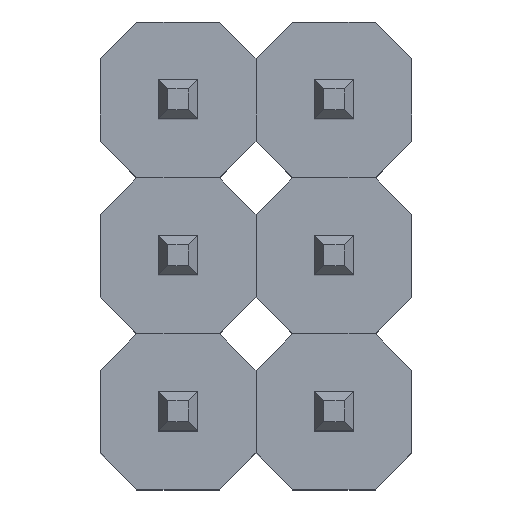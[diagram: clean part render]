
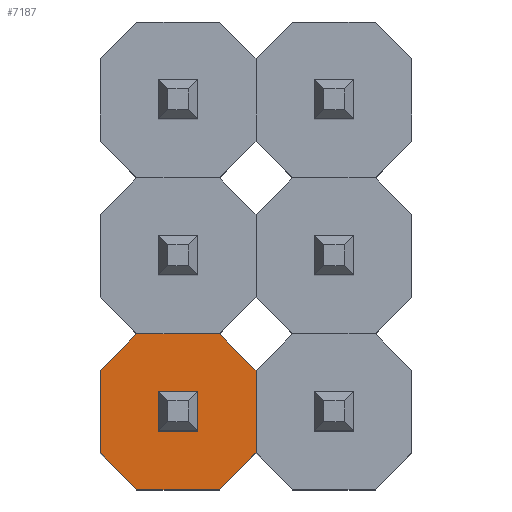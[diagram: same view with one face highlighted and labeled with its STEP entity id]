
A CAD part, top view. The second image highlights one B-rep face of the part: STEP entity #7187.
In plain terms, the highlighted planar face has unit normal (0, 0, 1).
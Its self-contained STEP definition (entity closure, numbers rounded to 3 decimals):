
#163 = ORIENTED_EDGE ( 'NONE', *, *, #1557, .T. ) ;
#338 = CARTESIAN_POINT ( 'NONE',  ( 0., -4.48, 2.5 ) ) ;
#364 = CARTESIAN_POINT ( 'NONE',  ( -0.6, -2.54, 2.5 ) ) ;
#492 = ORIENTED_EDGE ( 'NONE', *, *, #893, .T. ) ;
#644 = ORIENTED_EDGE ( 'NONE', *, *, #4065, .T. ) ;
#645 = DIRECTION ( 'NONE',  ( -0.707, 0.707, 0. ) ) ;
#692 = CARTESIAN_POINT ( 'NONE',  ( -2.54, -4.48, 2.5 ) ) ;
#765 = EDGE_LOOP ( 'NONE', ( #163, #3797, #6761, #492 ) ) ;
#820 = VERTEX_POINT ( 'NONE', #5794 ) ;
#893 = EDGE_CURVE ( 'NONE', #1680, #5546, #5311, .T. ) ;
#952 = VECTOR ( 'NONE', #5378, 1000. ) ;
#956 = FACE_BOUND ( 'NONE', #765, .T. ) ;
#1127 = CARTESIAN_POINT ( 'NONE',  ( 0., -3.14, 2.5 ) ) ;
#1346 = DIRECTION ( 'NONE',  ( 0.707, 0.707, 0. ) ) ;
#1378 = VECTOR ( 'NONE', #3492, 1000. ) ;
#1395 = DIRECTION ( 'NONE',  ( 0., 1., 0. ) ) ;
#1419 = CARTESIAN_POINT ( 'NONE',  ( -1.94, -5.08, 2.5 ) ) ;
#1429 = ORIENTED_EDGE ( 'NONE', *, *, #3459, .T. ) ;
#1511 = VERTEX_POINT ( 'NONE', #338 ) ;
#1557 = EDGE_CURVE ( 'NONE', #5546, #820, #3089, .T. ) ;
#1640 = CARTESIAN_POINT ( 'NONE',  ( -2.54, -3.14, 2.5 ) ) ;
#1680 = VERTEX_POINT ( 'NONE', #2340 ) ;
#1844 = LINE ( 'NONE', #1960, #2438 ) ;
#1853 = EDGE_CURVE ( 'NONE', #2087, #1511, #1844, .T. ) ;
#1960 = CARTESIAN_POINT ( 'NONE',  ( 0., -4.48, 2.5 ) ) ;
#2069 = DIRECTION ( 'NONE',  ( -1., 0., 0. ) ) ;
#2087 = VERTEX_POINT ( 'NONE', #6741 ) ;
#2103 = VERTEX_POINT ( 'NONE', #1640 ) ;
#2177 = LINE ( 'NONE', #3407, #4695 ) ;
#2265 = LINE ( 'NONE', #5036, #5507 ) ;
#2340 = CARTESIAN_POINT ( 'NONE',  ( -1.59, -4.13, 2.5 ) ) ;
#2438 = VECTOR ( 'NONE', #1346, 1000. ) ;
#2514 = DIRECTION ( 'NONE',  ( 0., 0., -1. ) ) ;
#2609 = VECTOR ( 'NONE', #4204, 1000. ) ;
#2694 = EDGE_CURVE ( 'NONE', #2103, #5687, #6851, .T. ) ;
#2736 = VECTOR ( 'NONE', #5869, 1000. ) ;
#2768 = EDGE_CURVE ( 'NONE', #4076, #4828, #3854, .T. ) ;
#2828 = ORIENTED_EDGE ( 'NONE', *, *, #2694, .T. ) ;
#2979 = CARTESIAN_POINT ( 'NONE',  ( -1.27, -3.49, 2.5 ) ) ;
#3089 = LINE ( 'NONE', #2979, #5156 ) ;
#3094 = CARTESIAN_POINT ( 'NONE',  ( -1.59, -3.81, 2.5 ) ) ;
#3099 = VERTEX_POINT ( 'NONE', #1127 ) ;
#3147 = PLANE ( 'NONE',  #6393 ) ;
#3160 = EDGE_CURVE ( 'NONE', #3099, #4076, #2177, .T. ) ;
#3180 = EDGE_CURVE ( 'NONE', #4828, #2103, #6771, .T. ) ;
#3209 = ORIENTED_EDGE ( 'NONE', *, *, #3180, .T. ) ;
#3250 = EDGE_CURVE ( 'NONE', #5941, #1680, #4153, .T. ) ;
#3375 = VECTOR ( 'NONE', #1395, 1000. ) ;
#3407 = CARTESIAN_POINT ( 'NONE',  ( -0.6, -2.54, 2.5 ) ) ;
#3446 = CARTESIAN_POINT ( 'NONE',  ( -2.54, -3.14, 2.5 ) ) ;
#3459 = EDGE_CURVE ( 'NONE', #6547, #2087, #6427, .T. ) ;
#3492 = DIRECTION ( 'NONE',  ( 0., -1., 0. ) ) ;
#3602 = CARTESIAN_POINT ( 'NONE',  ( -2.54, -5.08, 2.5 ) ) ;
#3621 = CARTESIAN_POINT ( 'NONE',  ( -1.27, -4.13, 2.5 ) ) ;
#3721 = ORIENTED_EDGE ( 'NONE', *, *, #5028, .T. ) ;
#3797 = ORIENTED_EDGE ( 'NONE', *, *, #5882, .T. ) ;
#3854 = LINE ( 'NONE', #4293, #5069 ) ;
#4065 = EDGE_CURVE ( 'NONE', #5687, #6547, #6522, .T. ) ;
#4066 = LINE ( 'NONE', #6312, #1378 ) ;
#4076 = VERTEX_POINT ( 'NONE', #364 ) ;
#4153 = LINE ( 'NONE', #3621, #2736 ) ;
#4204 = DIRECTION ( 'NONE',  ( 0.707, -0.707, 0. ) ) ;
#4293 = CARTESIAN_POINT ( 'NONE',  ( -2.54, -2.54, 2.5 ) ) ;
#4479 = VECTOR ( 'NONE', #4959, 1000. ) ;
#4619 = CARTESIAN_POINT ( 'NONE',  ( -1.94, -2.54, 2.5 ) ) ;
#4667 = ORIENTED_EDGE ( 'NONE', *, *, #1853, .T. ) ;
#4695 = VECTOR ( 'NONE', #645, 1000. ) ;
#4766 = DIRECTION ( 'NONE',  ( 1., 0., 0. ) ) ;
#4795 = CARTESIAN_POINT ( 'NONE',  ( -1.27, -3.81, 2.5 ) ) ;
#4828 = VERTEX_POINT ( 'NONE', #4619 ) ;
#4959 = DIRECTION ( 'NONE',  ( 1., 0., 0. ) ) ;
#4997 = CARTESIAN_POINT ( 'NONE',  ( -2.54, -5.08, 2.5 ) ) ;
#5028 = EDGE_CURVE ( 'NONE', #1511, #3099, #2265, .T. ) ;
#5036 = CARTESIAN_POINT ( 'NONE',  ( 0., -5.08, 2.5 ) ) ;
#5069 = VECTOR ( 'NONE', #6527, 1000. ) ;
#5156 = VECTOR ( 'NONE', #4766, 1000. ) ;
#5311 = LINE ( 'NONE', #3094, #3375 ) ;
#5378 = DIRECTION ( 'NONE',  ( 0., -1., 0. ) ) ;
#5433 = VECTOR ( 'NONE', #5702, 1000. ) ;
#5507 = VECTOR ( 'NONE', #5635, 1000. ) ;
#5544 = CARTESIAN_POINT ( 'NONE',  ( -1.94, -5.08, 2.5 ) ) ;
#5546 = VERTEX_POINT ( 'NONE', #6392 ) ;
#5586 = EDGE_LOOP ( 'NONE', ( #7051, #3209, #2828, #644, #1429, #4667, #3721, #6385 ) ) ;
#5635 = DIRECTION ( 'NONE',  ( 0., 1., 0. ) ) ;
#5687 = VERTEX_POINT ( 'NONE', #692 ) ;
#5702 = DIRECTION ( 'NONE',  ( -0.707, -0.707, 0. ) ) ;
#5794 = CARTESIAN_POINT ( 'NONE',  ( -0.95, -3.49, 2.5 ) ) ;
#5869 = DIRECTION ( 'NONE',  ( -1., 0., 0. ) ) ;
#5881 = FACE_OUTER_BOUND ( 'NONE', #5586, .T. ) ;
#5882 = EDGE_CURVE ( 'NONE', #820, #5941, #4066, .T. ) ;
#5941 = VERTEX_POINT ( 'NONE', #5998 ) ;
#5998 = CARTESIAN_POINT ( 'NONE',  ( -0.95, -4.13, 2.5 ) ) ;
#6312 = CARTESIAN_POINT ( 'NONE',  ( -0.95, -3.81, 2.5 ) ) ;
#6385 = ORIENTED_EDGE ( 'NONE', *, *, #3160, .T. ) ;
#6392 = CARTESIAN_POINT ( 'NONE',  ( -1.59, -3.49, 2.5 ) ) ;
#6393 = AXIS2_PLACEMENT_3D ( 'NONE', #4795, #2514, #2069 ) ;
#6427 = LINE ( 'NONE', #4997, #4479 ) ;
#6522 = LINE ( 'NONE', #1419, #2609 ) ;
#6527 = DIRECTION ( 'NONE',  ( -1., 0., 0. ) ) ;
#6547 = VERTEX_POINT ( 'NONE', #5544 ) ;
#6741 = CARTESIAN_POINT ( 'NONE',  ( -0.6, -5.08, 2.5 ) ) ;
#6761 = ORIENTED_EDGE ( 'NONE', *, *, #3250, .T. ) ;
#6771 = LINE ( 'NONE', #3446, #5433 ) ;
#6851 = LINE ( 'NONE', #3602, #952 ) ;
#7051 = ORIENTED_EDGE ( 'NONE', *, *, #2768, .T. ) ;
#7187 = ADVANCED_FACE ( 'NONE', ( #956, #5881 ), #3147, .F. ) ;
